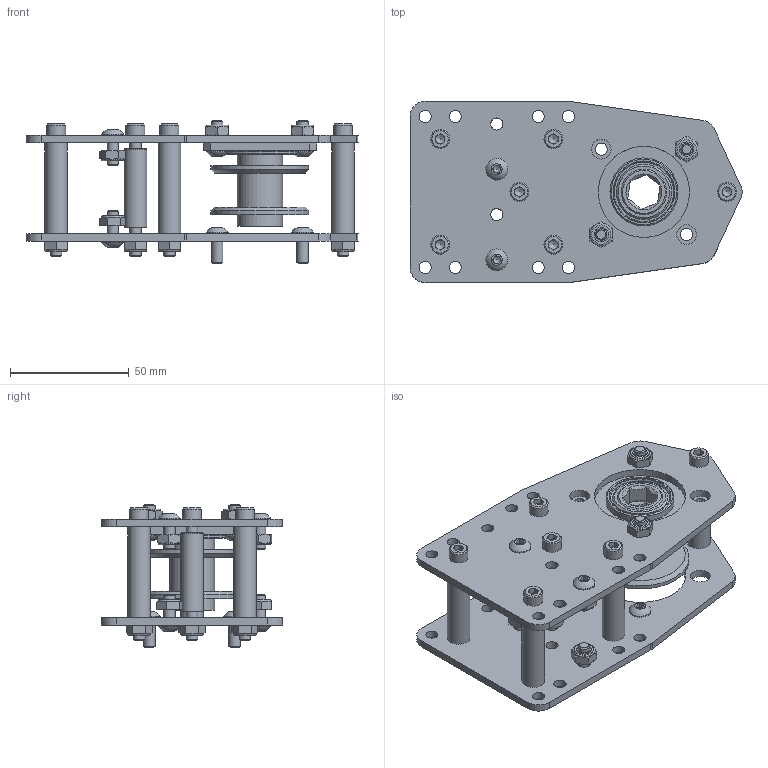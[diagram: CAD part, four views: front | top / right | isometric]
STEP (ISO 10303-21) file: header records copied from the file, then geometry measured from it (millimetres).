
FILE_DESCRIPTION (( 'STEP AP214' ), '1' );
FILE_NAME ('am-4663 1.5IN Winch Kit.STEP', '2022-09-20T19:00:35', ( '' ), ( '' ), 'SwSTEP 2.0', 'SolidWorks 2022', '' );
FILE_SCHEMA (( 'AUTOMOTIVE_DESIGN' ));
Length unit declared in the file: inch
Products named in the file (10): 92510A651_ALUM UNTHRD SPACER_92510A651; am-4646 Climber In A Box Winch Plate; am-4647_1500 Full Winch Spool 1.5 in. Wide; am-4663 1.5IN Winch Kit; am-2986 FR8ZZ Hex Bearing; 10-32 Nylock Jam Nut_90633A411; 1.125 1.75in Bearing Plate; am-xxxx 1.313t x .192id x .375od AS38-10-84; BHCS 10-32 x 0.5_SBHCSCREW 0.19-32x0.5-HX-C; SHCS 10-32 x 2_HX-SHCS 0.19-32x2x1.125-C
Assembly tree (37 placements, depth 2):
  am-4663 1.5IN Winch Kit
    am-4646 Climber In A Box Winch Plate  x2
    BHCS 10-32 x 0.5_SBHCSCREW 0.19-32x0.5-HX-C  x8
    10-32 Nylock Jam Nut_90633A411  x12
    am-xxxx 1.313t x .192id x .375od AS38-10-84
    am-2986 FR8ZZ Hex Bearing
    1.125 1.75in Bearing Plate
    92510A651_ALUM UNTHRD SPACER_92510A651  x5
    SHCS 10-32 x 2_HX-SHCS 0.19-32x2x1.125-C  x6
    am-4647_1500 Full Winch Spool 1.5 in. Wide
Bounding box: 139.68 x 76.2 x 60.33 mm (x, y, z)
Volume: 93084.9 mm3; surface area: 77545.8 mm2
Topology: 49 solids, 49 shells, 1117 faces, 2528 edges, 1568 vertices
Faces by surface type: plane 423, cone 368, cylinder 273, torus 43, sphere 8, bspline 2
Full cylindrical faces by diameter (mm): 4.091 x12, 4.178 x36, 4.826 x62, 4.877 x6, 5.105 x44, 6.08 x12, 6.35 x2, 7.937 x6, 8.255 x4, 9.169 x8, 9.525 x6, 19.05 x3, 26.035 x2, 28.194 x1, 28.575 x2, 31.115 x1, 38.354 x2, 41.275 x2
Entity records: 7315 total; most frequent: CARTESIAN_POINT 1999, DIRECTION 1028, ORIENTED_EDGE 768, AXIS2_PLACEMENT_3D 455, EDGE_LOOP 412, EDGE_CURVE 384, VERTEX_POINT 298, FACE_OUTER_BOUND 288
